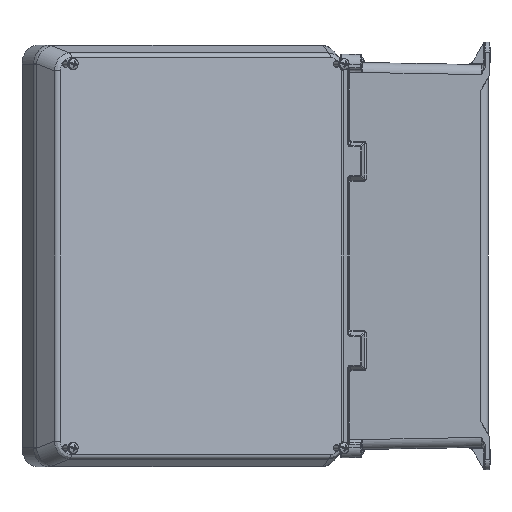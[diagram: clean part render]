
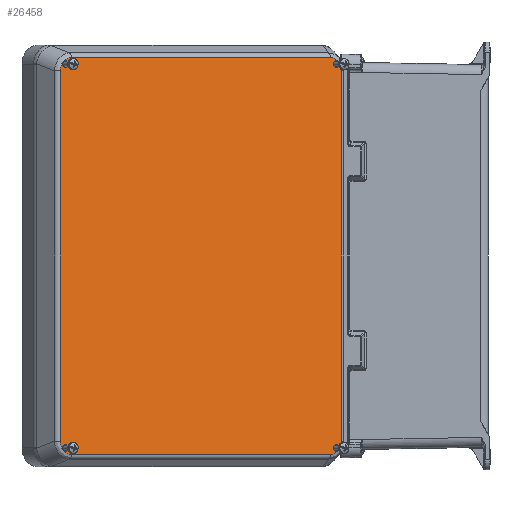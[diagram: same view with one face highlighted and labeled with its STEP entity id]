
A CAD part, left-side view. The second image highlights one B-rep face of the part: STEP entity #26458.
In plain terms, the highlighted face is planar.
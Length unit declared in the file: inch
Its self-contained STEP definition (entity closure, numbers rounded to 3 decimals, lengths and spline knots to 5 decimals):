
#180 = EDGE_CURVE ( 'NONE', #24832, #24832, #10303, .T. ) ;
#361 = DIRECTION ( 'NONE',  ( 0., 1., 0. ) ) ;
#740 = LINE ( 'NONE', #7998, #9204 ) ;
#1096 = VERTEX_POINT ( 'NONE', #20771 ) ;
#1511 = CARTESIAN_POINT ( 'NONE',  ( -5.25908, 1.62205, -6.65748 ) ) ;
#1640 = EDGE_CURVE ( 'NONE', #14537, #14537, #26198, .T. ) ;
#1902 = EDGE_LOOP ( 'NONE', ( #33489 ) ) ;
#2428 = CARTESIAN_POINT ( 'NONE',  ( 5.08999, 1.62205, -0.3984 ) ) ;
#2616 = CIRCLE ( 'NONE', #18457, 0.10433 ) ;
#2635 = CARTESIAN_POINT ( 'NONE',  ( -5.25908, 1.62205, -0.81776 ) ) ;
#2714 = FACE_OUTER_BOUND ( 'NONE', #11864, .T. ) ;
#3045 = CARTESIAN_POINT ( 'NONE',  ( 5.65748, 1.62205, 0. ) ) ;
#4141 = CARTESIAN_POINT ( 'NONE',  ( -5.05906, 1.62205, -0.70276 ) ) ;
#4434 =( BOUNDED_CURVE ( )  B_SPLINE_CURVE ( 3, ( #24785, #5002, #22029, #24891 ),
 .UNSPECIFIED., .F., .F. ) 
 B_SPLINE_CURVE_WITH_KNOTS ( ( 4, 4 ),
 ( 2.40401, 3.87917 ),
 .UNSPECIFIED. ) 
 CURVE ( )  GEOMETRIC_REPRESENTATION_ITEM ( )  RATIONAL_B_SPLINE_CURVE ( ( 1., 0.827, 0.827, 1. ) ) 
 REPRESENTATION_ITEM ( '' )  );
#5002 = CARTESIAN_POINT ( 'NONE',  ( -5.08999, 1.62205, -12.91656 ) ) ;
#5079 = VERTEX_POINT ( 'NONE', #16200 ) ;
#5354 = CARTESIAN_POINT ( 'NONE',  ( -5.25908, 1.62205, -0.81776 ) ) ;
#5886 = EDGE_CURVE ( 'NONE', #30668, #16209, #17718, .T. ) ;
#6645 = VERTEX_POINT ( 'NONE', #27789 ) ;
#6830 = ORIENTED_EDGE ( 'NONE', *, *, #19103, .F. ) ;
#7002 = VERTEX_POINT ( 'NONE', #25017 ) ;
#7115 = CARTESIAN_POINT ( 'NONE',  ( 5.05906, 1.62205, -12.71654 ) ) ;
#7998 = CARTESIAN_POINT ( 'NONE',  ( 4.80436, 1.62205, -0.3984 ) ) ;
#9204 = VECTOR ( 'NONE', #10856, 39.37008 ) ;
#9364 = FACE_BOUND ( 'NONE', #17001, .T. ) ;
#9409 = EDGE_LOOP ( 'NONE', ( #9458 ) ) ;
#9458 = ORIENTED_EDGE ( 'NONE', *, *, #31500, .T. ) ;
#9672 = CARTESIAN_POINT ( 'NONE',  ( 4.83972, 1.62205, -0.3984 ) ) ;
#9988 = DIRECTION ( 'NONE',  ( 0., 0., -1. ) ) ;
#10001 = DIRECTION ( 'NONE',  ( 0., 1., 0. ) ) ;
#10238 = ORIENTED_EDGE ( 'NONE', *, *, #12001, .T. ) ;
#10303 = CIRCLE ( 'NONE', #26875, 0.10433 ) ;
#10424 = VERTEX_POINT ( 'NONE', #35915 ) ;
#10856 = DIRECTION ( 'NONE',  ( 1., 0., 0. ) ) ;
#11079 = EDGE_CURVE ( 'NONE', #20280, #10424, #34578, .T. ) ;
#11117 = VECTOR ( 'NONE', #12689, 39.37008 ) ;
#11139 = EDGE_CURVE ( 'NONE', #30531, #30531, #2616, .T. ) ;
#11156 = FACE_BOUND ( 'NONE', #1902, .T. ) ;
#11864 = EDGE_LOOP ( 'NONE', ( #24734, #20636, #26728, #10238, #18820, #6830, #31371, #22138 ) ) ;
#12001 = EDGE_CURVE ( 'NONE', #20280, #16209, #4434, .T. ) ;
#12356 = CARTESIAN_POINT ( 'NONE',  ( -5.05906, 1.62205, -12.71654 ) ) ;
#12689 = DIRECTION ( 'NONE',  ( 0., 0., -1. ) ) ;
#13584 = AXIS2_PLACEMENT_3D ( 'NONE', #27035, #10001, #29852 ) ;
#13832 = CARTESIAN_POINT ( 'NONE',  ( 5.25908, 1.62205, -0.81776 ) ) ;
#14054 = CARTESIAN_POINT ( 'NONE',  ( 5.25908, 1.62205, -12.74747 ) ) ;
#14289 = CARTESIAN_POINT ( 'NONE',  ( -5.25908, 1.62205, -12.4972 ) ) ;
#14464 = DIRECTION ( 'NONE',  ( 0., -1., 0. ) ) ;
#14537 = VERTEX_POINT ( 'NONE', #27022 ) ;
#15170 = DIRECTION ( 'NONE',  ( 1., 0., 0. ) ) ;
#15190 = DIRECTION ( 'NONE',  ( 0., 0., 1. ) ) ;
#15623 = CIRCLE ( 'NONE', #26752, 0.10433 ) ;
#16200 = CARTESIAN_POINT ( 'NONE',  ( 5.25908, 1.62205, -12.4972 ) ) ;
#16209 = VERTEX_POINT ( 'NONE', #14289 ) ;
#16453 = AXIS2_PLACEMENT_3D ( 'NONE', #3045, #14464, #34333 ) ;
#16522 = CARTESIAN_POINT ( 'NONE',  ( -4.83972, 1.62205, -12.91656 ) ) ;
#16695 = EDGE_CURVE ( 'NONE', #10424, #5079, #33439, .T. ) ;
#16890 = FACE_BOUND ( 'NONE', #9409, .T. ) ;
#17001 = EDGE_LOOP ( 'NONE', ( #29660 ) ) ;
#17335 = CARTESIAN_POINT ( 'NONE',  ( -5.05906, 1.62205, -0.59843 ) ) ;
#17718 = LINE ( 'NONE', #1511, #11117 ) ;
#18275 = ORIENTED_EDGE ( 'NONE', *, *, #1640, .F. ) ;
#18457 = AXIS2_PLACEMENT_3D ( 'NONE', #7115, #27015, #9988 ) ;
#18641 = EDGE_CURVE ( 'NONE', #6645, #34552, #740, .T. ) ;
#18820 = ORIENTED_EDGE ( 'NONE', *, *, #5886, .F. ) ;
#19103 = EDGE_CURVE ( 'NONE', #6645, #30668, #26292, .T. ) ;
#20280 = VERTEX_POINT ( 'NONE', #16522 ) ;
#20286 = DIRECTION ( 'NONE',  ( 0., 0., -1. ) ) ;
#20636 = ORIENTED_EDGE ( 'NONE', *, *, #16695, .F. ) ;
#20689 = LINE ( 'NONE', #23888, #28269 ) ;
#20771 = CARTESIAN_POINT ( 'NONE',  ( -5.05906, 1.62205, -12.6122 ) ) ;
#22029 = CARTESIAN_POINT ( 'NONE',  ( -5.25908, 1.62205, -12.74747 ) ) ;
#22138 = ORIENTED_EDGE ( 'NONE', *, *, #22591, .T. ) ;
#22302 = CARTESIAN_POINT ( 'NONE',  ( 4.83972, 1.62205, -0.3984 ) ) ;
#22390 = CARTESIAN_POINT ( 'NONE',  ( -5.25908, 1.62205, -0.56749 ) ) ;
#22591 = EDGE_CURVE ( 'NONE', #34552, #7002, #28545, .T. ) ;
#23888 = CARTESIAN_POINT ( 'NONE',  ( 5.25908, 1.62205, -6.65748 ) ) ;
#24502 = FACE_BOUND ( 'NONE', #30677, .T. ) ;
#24734 = ORIENTED_EDGE ( 'NONE', *, *, #30484, .T. ) ;
#24785 = CARTESIAN_POINT ( 'NONE',  ( -4.83972, 1.62205, -12.91656 ) ) ;
#24832 = VERTEX_POINT ( 'NONE', #4141 ) ;
#24891 = CARTESIAN_POINT ( 'NONE',  ( -5.25908, 1.62205, -12.4972 ) ) ;
#24916 = CARTESIAN_POINT ( 'NONE',  ( 5.05906, 1.62205, -12.82087 ) ) ;
#25017 = CARTESIAN_POINT ( 'NONE',  ( 5.25908, 1.62205, -0.81776 ) ) ;
#26198 = CIRCLE ( 'NONE', #13584, 0.10433 ) ;
#26276 = DIRECTION ( 'NONE',  ( 0., 0., -1. ) ) ;
#26292 =( BOUNDED_CURVE ( )  B_SPLINE_CURVE ( 3, ( #33647, #30811, #22390, #5354 ),
 .UNSPECIFIED., .F., .F. ) 
 B_SPLINE_CURVE_WITH_KNOTS ( ( 4, 4 ),
 ( 2.40401, 3.87917 ),
 .UNSPECIFIED. ) 
 CURVE ( )  GEOMETRIC_REPRESENTATION_ITEM ( )  RATIONAL_B_SPLINE_CURVE ( ( 1., 0.827, 0.827, 1. ) ) 
 REPRESENTATION_ITEM ( '' )  );
#26458 = ADVANCED_FACE ( 'NONE', ( #11156, #24502, #2714, #16890, #9364 ), #31475, .F. ) ;
#26533 = CARTESIAN_POINT ( 'NONE',  ( 4.80436, 1.62205, -12.91656 ) ) ;
#26728 = ORIENTED_EDGE ( 'NONE', *, *, #11079, .F. ) ;
#26752 = AXIS2_PLACEMENT_3D ( 'NONE', #12356, #32227, #15190 ) ;
#26875 = AXIS2_PLACEMENT_3D ( 'NONE', #17335, #361, #20286 ) ;
#27015 = DIRECTION ( 'NONE',  ( 0., -1., 0. ) ) ;
#27022 = CARTESIAN_POINT ( 'NONE',  ( 5.05906, 1.62205, -0.49409 ) ) ;
#27035 = CARTESIAN_POINT ( 'NONE',  ( 5.05906, 1.62205, -0.59843 ) ) ;
#27076 = VECTOR ( 'NONE', #15170, 39.37008 ) ;
#27789 = CARTESIAN_POINT ( 'NONE',  ( -4.83972, 1.62205, -0.3984 ) ) ;
#28269 = VECTOR ( 'NONE', #26276, 39.37008 ) ;
#28279 = CARTESIAN_POINT ( 'NONE',  ( 4.83972, 1.62205, -12.91656 ) ) ;
#28545 =( BOUNDED_CURVE ( )  B_SPLINE_CURVE ( 3, ( #22302, #2428, #30864, #13832 ),
 .UNSPECIFIED., .F., .T. ) 
 B_SPLINE_CURVE_WITH_KNOTS ( ( 4, 4 ),
 ( 2.40401, 3.87917 ),
 .UNSPECIFIED. ) 
 CURVE ( )  GEOMETRIC_REPRESENTATION_ITEM ( )  RATIONAL_B_SPLINE_CURVE ( ( 1., 0.827, 0.827, 1. ) ) 
 REPRESENTATION_ITEM ( '' )  );
#29660 = ORIENTED_EDGE ( 'NONE', *, *, #11139, .T. ) ;
#29852 = DIRECTION ( 'NONE',  ( 0., 0., 1. ) ) ;
#30484 = EDGE_CURVE ( 'NONE', #7002, #5079, #20689, .T. ) ;
#30531 = VERTEX_POINT ( 'NONE', #24916 ) ;
#30668 = VERTEX_POINT ( 'NONE', #2635 ) ;
#30677 = EDGE_LOOP ( 'NONE', ( #18275 ) ) ;
#30811 = CARTESIAN_POINT ( 'NONE',  ( -5.08999, 1.62205, -0.3984 ) ) ;
#30864 = CARTESIAN_POINT ( 'NONE',  ( 5.25908, 1.62205, -0.56749 ) ) ;
#31371 = ORIENTED_EDGE ( 'NONE', *, *, #18641, .T. ) ;
#31475 = PLANE ( 'NONE',  #16453 ) ;
#31500 = EDGE_CURVE ( 'NONE', #1096, #1096, #15623, .T. ) ;
#32227 = DIRECTION ( 'NONE',  ( 0., -1., 0. ) ) ;
#33439 =( BOUNDED_CURVE ( )  B_SPLINE_CURVE ( 3, ( #28279, #33568, #14054, #33918 ),
 .UNSPECIFIED., .F., .T. ) 
 B_SPLINE_CURVE_WITH_KNOTS ( ( 4, 4 ),
 ( 2.40401, 3.87917 ),
 .UNSPECIFIED. ) 
 CURVE ( )  GEOMETRIC_REPRESENTATION_ITEM ( )  RATIONAL_B_SPLINE_CURVE ( ( 1., 0.827, 0.827, 1. ) ) 
 REPRESENTATION_ITEM ( '' )  );
#33489 = ORIENTED_EDGE ( 'NONE', *, *, #180, .F. ) ;
#33568 = CARTESIAN_POINT ( 'NONE',  ( 5.08999, 1.62205, -12.91656 ) ) ;
#33647 = CARTESIAN_POINT ( 'NONE',  ( -4.83972, 1.62205, -0.3984 ) ) ;
#33918 = CARTESIAN_POINT ( 'NONE',  ( 5.25908, 1.62205, -12.4972 ) ) ;
#34333 = DIRECTION ( 'NONE',  ( 0., 0., -1. ) ) ;
#34552 = VERTEX_POINT ( 'NONE', #9672 ) ;
#34578 = LINE ( 'NONE', #26533, #27076 ) ;
#35915 = CARTESIAN_POINT ( 'NONE',  ( 4.83972, 1.62205, -12.91656 ) ) ;
